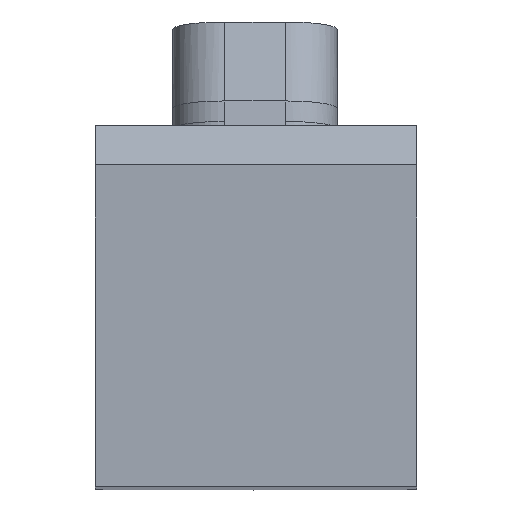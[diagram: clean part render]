
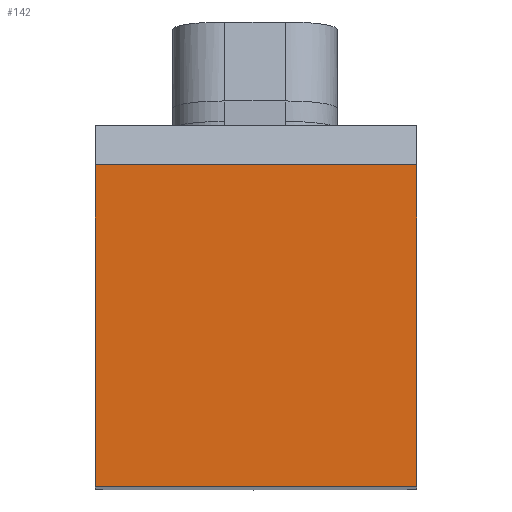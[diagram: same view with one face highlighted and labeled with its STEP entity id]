
A CAD part, top view. The second image highlights one B-rep face of the part: STEP entity #142.
In plain terms, the highlighted face is planar.
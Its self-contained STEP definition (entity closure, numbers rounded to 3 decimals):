
#142=ADVANCED_FACE('',(#212),#181,.T.);
#181=PLANE('',#889);
#212=FACE_OUTER_BOUND('',#250,.T.);
#250=EDGE_LOOP('',(#335,#336,#337,#338));
#335=ORIENTED_EDGE('',*,*,#585,.F.);
#336=ORIENTED_EDGE('',*,*,#586,.T.);
#337=ORIENTED_EDGE('',*,*,#587,.T.);
#338=ORIENTED_EDGE('',*,*,#588,.F.);
#515=VERTEX_POINT('',#1214);
#516=VERTEX_POINT('',#1215);
#517=VERTEX_POINT('',#1217);
#518=VERTEX_POINT('',#1219);
#585=EDGE_CURVE('',#515,#516,#672,.T.);
#586=EDGE_CURVE('',#515,#517,#673,.T.);
#587=EDGE_CURVE('',#517,#518,#674,.T.);
#588=EDGE_CURVE('',#516,#518,#675,.T.);
#672=LINE('',#1213,#745);
#673=LINE('',#1216,#746);
#674=LINE('',#1218,#747);
#675=LINE('',#1220,#748);
#745=VECTOR('',#994,1.);
#746=VECTOR('',#995,1.);
#747=VECTOR('',#996,1.);
#748=VECTOR('',#997,1.);
#889=AXIS2_PLACEMENT_3D('',#1221,#998,#999);
#994=DIRECTION('',(0.,0.,1.));
#995=DIRECTION('',(-1.,0.,0.));
#996=DIRECTION('',(0.,0.,1.));
#997=DIRECTION('',(-1.,0.,0.));
#998=DIRECTION('',(0.,1.,0.));
#999=DIRECTION('',(0.,0.,1.));
#1213=CARTESIAN_POINT('',(12.375,147.905,-0.517));
#1214=CARTESIAN_POINT('',(12.375,147.905,-25.395));
#1215=CARTESIAN_POINT('',(12.375,147.905,-0.495));
#1216=CARTESIAN_POINT('',(0.,147.905,-25.395));
#1217=CARTESIAN_POINT('',(-12.525,147.905,-25.395));
#1218=CARTESIAN_POINT('',(-12.525,147.905,-0.435));
#1219=CARTESIAN_POINT('',(-12.525,147.905,-0.495));
#1220=CARTESIAN_POINT('',(-10.921,147.905,-0.495));
#1221=CARTESIAN_POINT('',(0.,147.905,-0.435));
